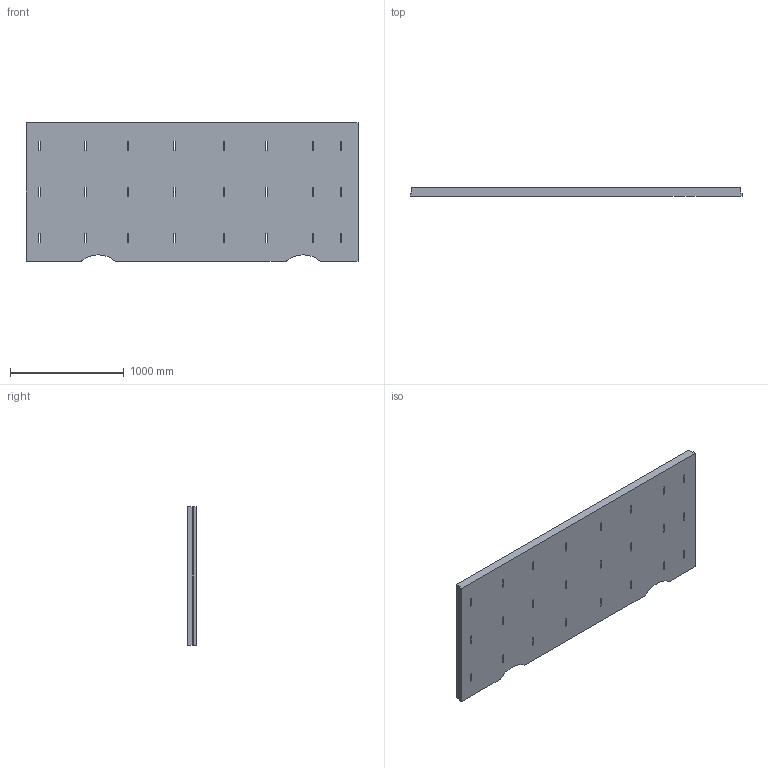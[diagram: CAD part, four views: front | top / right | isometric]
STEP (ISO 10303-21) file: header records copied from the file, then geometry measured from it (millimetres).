
FILE_DESCRIPTION(('Open CASCADE Model'),'2;1');
FILE_NAME('Open CASCADE Shape Model','2024-09-24T14:05:04',('Author'),( 'Open CASCADE'),'Open CASCADE STEP processor 7.3','Open CASCADE 7.3' ,'Unknown');
FILE_SCHEMA(('AUTOMOTIVE_DESIGN { 1 0 10303 214 1 1 1 1 }'));
Length unit declared in the file: millimetre
Products named in the file (4): product-32fd1be5-3a31-4d8e-9f78-d985fc087772-body 1; product-32fd1be5-3a31-4d8e-9f78-d985fc087772-body 1.1; product-32fd1be5-3a31-4d8e-9f78-d985fc087772-body 1.1.1; product-32fd1be5-3a31-4d8e-9f78-d985fc087772-body 1.1.1.1
Assembly tree (3 placements, depth 4):
  product-32fd1be5-3a31-4d8e-9f78-d985fc087772-body 1
    product-32fd1be5-3a31-4d8e-9f78-d985fc087772-body 1.1
      product-32fd1be5-3a31-4d8e-9f78-d985fc087772-body 1.1.1
        product-32fd1be5-3a31-4d8e-9f78-d985fc087772-body 1.1.1.1
Bounding box: 2921 x 76.2 x 1219.2 mm (x, y, z)
Volume: 245695537.3 mm3; surface area: 8128991.4 mm2
Topology: 1 solids, 1 shells, 206 faces, 618 edges, 412 vertices
Faces by surface type: plane 206
Entity records: 14996 total; most frequent: CARTESIAN_POINT 2476, DIRECTION 2274, LINE 1854, VECTOR 1854, ORIENTED_EDGE 1236, PCURVE 1236, DEFINITIONAL_REPRESENTATION 1236, EDGE_CURVE 618
